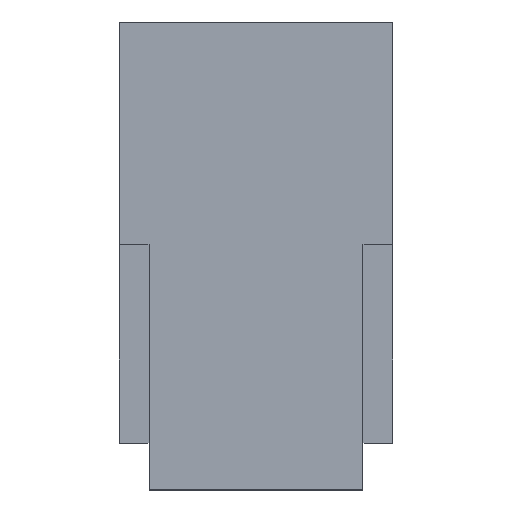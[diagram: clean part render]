
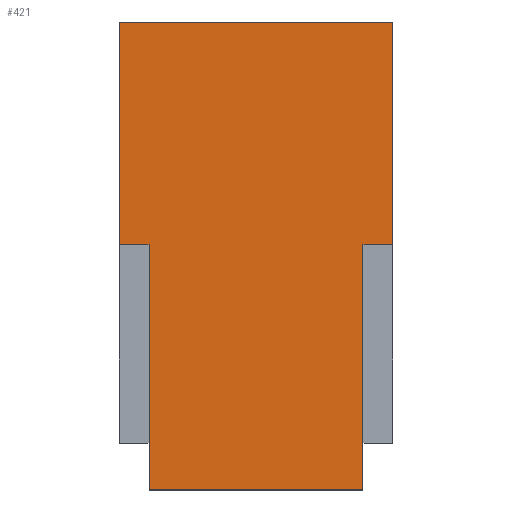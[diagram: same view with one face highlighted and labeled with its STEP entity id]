
A CAD part, top view. The second image highlights one B-rep face of the part: STEP entity #421.
In plain terms, the highlighted planar face has unit normal (0, 0, 1).
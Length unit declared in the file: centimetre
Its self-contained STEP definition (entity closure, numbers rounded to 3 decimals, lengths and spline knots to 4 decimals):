
#113=VERTEX_POINT('',#539);
#114=VERTEX_POINT('',#541);
#124=VERTEX_POINT('',#566);
#125=VERTEX_POINT('',#568);
#128=VERTEX_POINT('',#576);
#129=VERTEX_POINT('',#582);
#130=VERTEX_POINT('',#585);
#131=VERTEX_POINT('',#587);
#148=VECTOR('',#464,1.);
#161=VECTOR('',#480,1.);
#165=VECTOR('',#485,1.);
#168=VECTOR('',#490,1.);
#169=VECTOR('',#491,1.);
#170=VECTOR('',#492,1.);
#171=VECTOR('',#493,1.);
#172=VECTOR('',#494,1.);
#196=LINE('',#540,#148);
#209=LINE('',#567,#161);
#213=LINE('',#575,#165);
#216=LINE('',#581,#168);
#217=LINE('',#583,#169);
#218=LINE('',#584,#170);
#219=LINE('',#586,#171);
#220=LINE('',#588,#172);
#244=EDGE_CURVE('',#113,#114,#196,.T.);
#257=EDGE_CURVE('',#124,#125,#209,.T.);
#261=EDGE_CURVE('',#128,#114,#213,.T.);
#264=EDGE_CURVE('',#129,#128,#216,.T.);
#265=EDGE_CURVE('',#125,#113,#217,.T.);
#266=EDGE_CURVE('',#124,#130,#218,.T.);
#267=EDGE_CURVE('',#130,#131,#219,.T.);
#268=EDGE_CURVE('',#129,#131,#220,.T.);
#324=ORIENTED_EDGE('',*,*,#264,.T.);
#325=ORIENTED_EDGE('',*,*,#261,.T.);
#326=ORIENTED_EDGE('',*,*,#244,.F.);
#327=ORIENTED_EDGE('',*,*,#265,.F.);
#328=ORIENTED_EDGE('',*,*,#257,.F.);
#329=ORIENTED_EDGE('',*,*,#266,.T.);
#330=ORIENTED_EDGE('',*,*,#267,.T.);
#331=ORIENTED_EDGE('',*,*,#268,.F.);
#385=EDGE_LOOP('',(#324,#325,#326,#327,#328,#329,#330,#331));
#403=FACE_BOUND('',#385,.T.);
#421=ADVANCED_FACE('',(#403),#621,.T.);
#439=AXIS2_PLACEMENT_3D('',#580,#489,$);
#464=DIRECTION('',(0.,-1.,0.));
#480=DIRECTION('',(0.,1.,0.));
#485=DIRECTION('',(1.,0.,0.));
#489=DIRECTION('',(0.,0.,1.));
#490=DIRECTION('',(0.,1.,0.));
#491=DIRECTION('',(1.,0.,0.));
#492=DIRECTION('',(1.,0.,0.));
#493=DIRECTION('',(0.,-1.,0.));
#494=DIRECTION('',(-1.,0.,0.));
#539=CARTESIAN_POINT('',(1.46,5.,0.0794));
#540=CARTESIAN_POINT('',(1.46,0.,0.0794));
#541=CARTESIAN_POINT('',(1.46,2.62,0.0794));
#566=CARTESIAN_POINT('',(-1.46,2.62,0.0794));
#567=CARTESIAN_POINT('',(-1.46,5.,0.0794));
#568=CARTESIAN_POINT('',(-1.46,5.,0.0794));
#575=CARTESIAN_POINT('',(0.6508,2.62,0.0794));
#576=CARTESIAN_POINT('',(1.143,2.62,0.0794));
#580=CARTESIAN_POINT('',(0.,2.5,0.0794));
#581=CARTESIAN_POINT('',(1.143,1.375,0.0794));
#582=CARTESIAN_POINT('',(1.143,0.,0.0794));
#583=CARTESIAN_POINT('',(1.46,5.,0.0794));
#584=CARTESIAN_POINT('',(-0.6508,2.62,0.0794));
#585=CARTESIAN_POINT('',(-1.143,2.62,0.0794));
#586=CARTESIAN_POINT('',(-1.143,2.03,0.0794));
#587=CARTESIAN_POINT('',(-1.143,0.,0.0794));
#588=CARTESIAN_POINT('',(-1.46,0.,0.0794));
#621=PLANE('',#439);
